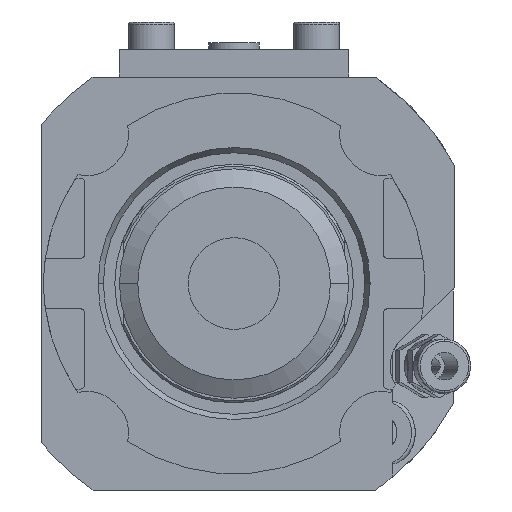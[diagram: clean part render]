
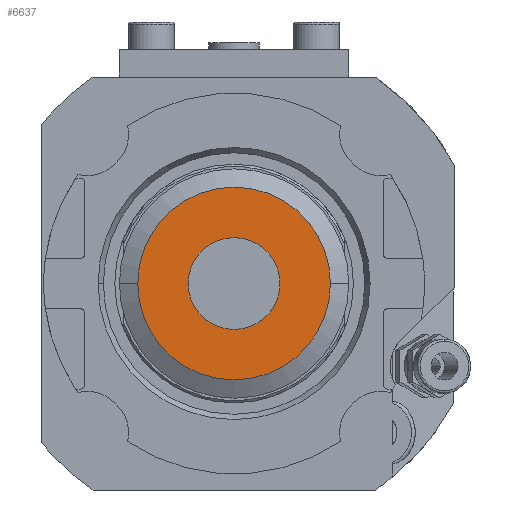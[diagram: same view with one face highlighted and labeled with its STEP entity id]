
A CAD part, left-side view. The second image highlights one B-rep face of the part: STEP entity #6637.
In plain terms, the highlighted planar face has unit normal (-1, 0, 0).
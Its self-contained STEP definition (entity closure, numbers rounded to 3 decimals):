
#2032=CARTESIAN_POINT('',(-71.16,0.,0.));
#2033=DIRECTION('',(-1.,0.,0.));
#2034=DIRECTION('',(0.,-1.,0.));
#2035=AXIS2_PLACEMENT_3D('',#2032,#2033,#2034);
#2046=CARTESIAN_POINT('',(-71.16,0.,0.));
#2047=DIRECTION('',(1.,0.,0.));
#2048=DIRECTION('',(0.,-1.,0.));
#2049=AXIS2_PLACEMENT_3D('',#2046,#2047,#2048);
#2055=CARTESIAN_POINT('',(-71.16,0.,0.));
#2056=DIRECTION('',(1.,0.,0.));
#2057=DIRECTION('',(0.,-1.,0.));
#2058=AXIS2_PLACEMENT_3D('',#2055,#2056,#2057);
#2060=CARTESIAN_POINT('',(-71.16,0.,0.));
#2061=DIRECTION('',(-1.,0.,0.));
#2062=DIRECTION('',(0.,-1.,0.));
#2063=AXIS2_PLACEMENT_3D('',#2060,#2061,#2062);
#3772=CARTESIAN_POINT('',(-71.16,-10.,0.));
#3773=CARTESIAN_POINT('',(-71.16,10.,0.));
#3774=VERTEX_POINT('',#3772);
#3775=VERTEX_POINT('',#3773);
#3788=CARTESIAN_POINT('',(-71.16,-21.,0.));
#3789=CARTESIAN_POINT('',(-71.16,21.,0.));
#3790=VERTEX_POINT('',#3788);
#3791=VERTEX_POINT('',#3789);
#6622=CARTESIAN_POINT('',(-71.16,0.,0.));
#6623=DIRECTION('',(-1.,0.,0.));
#6624=DIRECTION('',(0.,1.,0.));
#6625=AXIS2_PLACEMENT_3D('',#6622,#6623,#6624);
#6626=PLANE('',#6625);
#6627=ORIENTED_EDGE('',*,*,#6602,.F.);
#6628=ORIENTED_EDGE('',*,*,#6616,.T.);
#6629=EDGE_LOOP('',(#6627,#6628));
#6630=FACE_OUTER_BOUND('',#6629,.F.);
#6632=ORIENTED_EDGE('',*,*,#6631,.F.);
#6634=ORIENTED_EDGE('',*,*,#6633,.T.);
#6635=EDGE_LOOP('',(#6632,#6634));
#6636=FACE_BOUND('',#6635,.F.);
#6637=ADVANCED_FACE('',(#6630,#6636),#6626,.T.);
#2036=CIRCLE('',#2035,21.);
#2050=CIRCLE('',#2049,21.);
#2059=CIRCLE('',#2058,10.);
#2064=CIRCLE('',#2063,10.);
#6602=EDGE_CURVE('',#3790,#3791,#2036,.T.);
#6616=EDGE_CURVE('',#3790,#3791,#2050,.T.);
#6631=EDGE_CURVE('',#3774,#3775,#2059,.T.);
#6633=EDGE_CURVE('',#3774,#3775,#2064,.T.);
